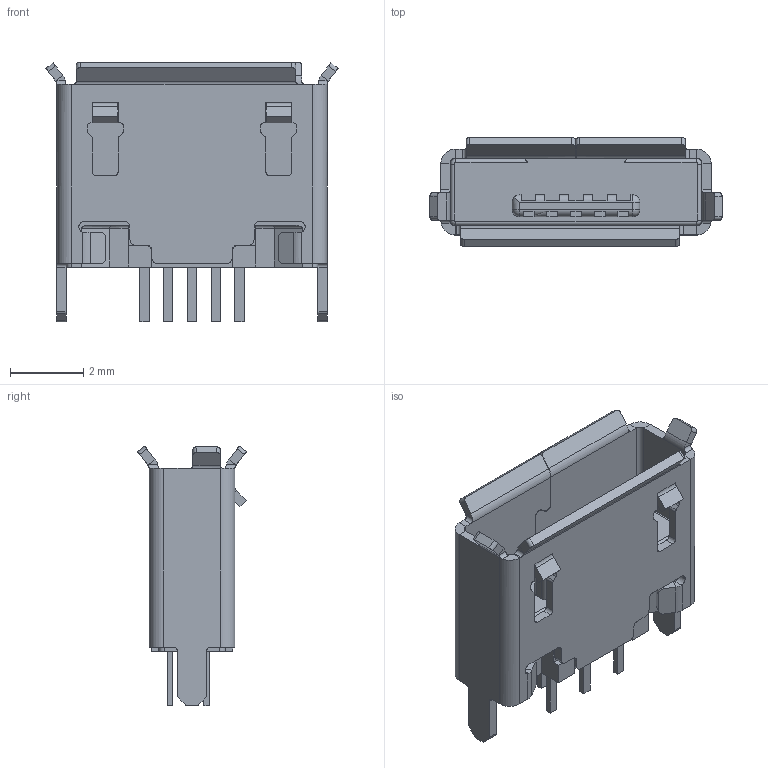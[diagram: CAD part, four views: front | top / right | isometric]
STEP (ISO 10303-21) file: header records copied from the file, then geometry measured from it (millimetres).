
FILE_DESCRIPTION (( 'STEP AP214' ), '1' );
FILE_NAME ('614105150621.STEP', '2021-06-09T06:26:22', ( '' ), ( '' ), 'SwSTEP 2.0', 'SolidWorks 2018', '' );
FILE_SCHEMA (( 'AUTOMOTIVE_DESIGN' ));
Length unit declared in the file: millimetre
Products named in the file (2): 614105150621
Bounding box: 8 x 2.98 x 7.11 mm (x, y, z)
Volume: 56 mm3; surface area: 285.6 mm2
Topology: 2 solids, 2 shells, 392 faces, 1038 edges, 653 vertices
Faces by surface type: plane 256, cylinder 129, torus 4, sphere 3
Entity records: 13710 total; most frequent: CARTESIAN_POINT 2367, ORIENTED_EDGE 2070, DIRECTION 2043, EDGE_CURVE 1035, VECTOR 753, LINE 753, VERTEX_POINT 653, AXIS2_PLACEMENT_3D 645
